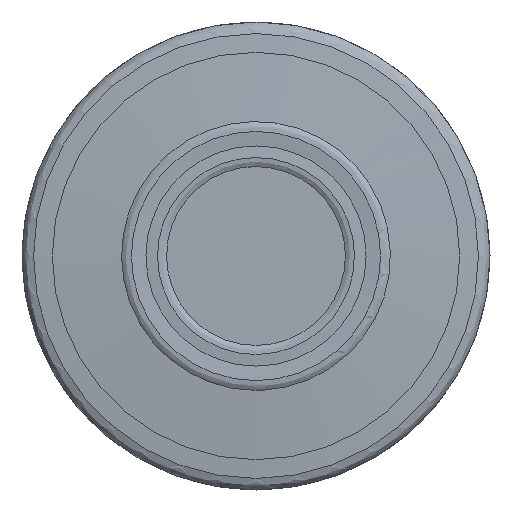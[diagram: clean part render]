
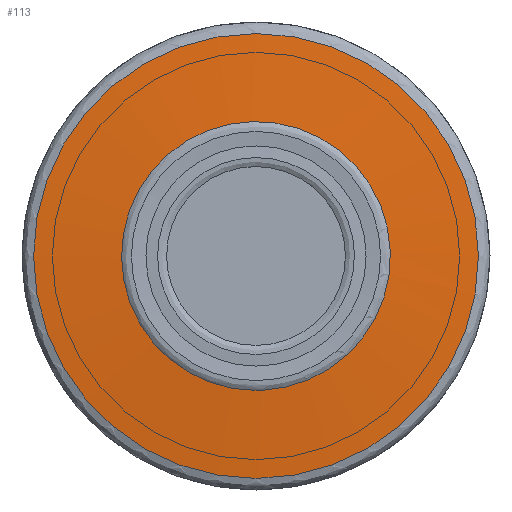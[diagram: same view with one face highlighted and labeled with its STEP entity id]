
A CAD part, left-side view. The second image highlights one B-rep face of the part: STEP entity #113.
In plain terms, the highlighted face is a revolution surface.
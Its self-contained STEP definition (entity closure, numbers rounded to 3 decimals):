
#24=SURFACE_OF_REVOLUTION('',#42,#33);
#33=AXIS1_PLACEMENT('',#642,#539);
#42=LINE('',#641,#47);
#47=VECTOR('',#538,8.432);
#113=ADVANCED_FACE('',(#165,#166),#24,.F.);
#165=FACE_BOUND('',#223,.T.);
#166=FACE_BOUND('',#224,.T.);
#223=EDGE_LOOP('',(#281));
#224=EDGE_LOOP('',(#282));
#281=ORIENTED_EDGE('',*,*,#349,.F.);
#282=ORIENTED_EDGE('',*,*,#350,.T.);
#320=VERTEX_POINT('',#638);
#321=VERTEX_POINT('',#640);
#349=EDGE_CURVE('',#320,#320,#378,.T.);
#350=EDGE_CURVE('',#321,#321,#379,.T.);
#378=CIRCLE('',#434,21.151);
#379=CIRCLE('',#435,12.783);
#434=AXIS2_PLACEMENT_3D('',#637,#534,#535);
#435=AXIS2_PLACEMENT_3D('',#639,#536,#537);
#534=DIRECTION('',(1.,0.,0.));
#535=DIRECTION('',(0.,0.,-1.));
#536=DIRECTION('',(1.,0.,0.));
#537=DIRECTION('',(0.,0.,-1.));
#538=DIRECTION('',(-0.078,0.989,-0.121));
#539=DIRECTION('',(1.,0.,0.));
#637=CARTESIAN_POINT('',(0.987,0.,0.));
#638=CARTESIAN_POINT('',(0.987,0.,-21.151));
#639=CARTESIAN_POINT('',(0.326,0.,0.));
#640=CARTESIAN_POINT('',(0.326,0.,-12.783));
#641=CARTESIAN_POINT('',(0.987,-20.745,4.121));
#642=CARTESIAN_POINT('',(11.,0.,0.));
